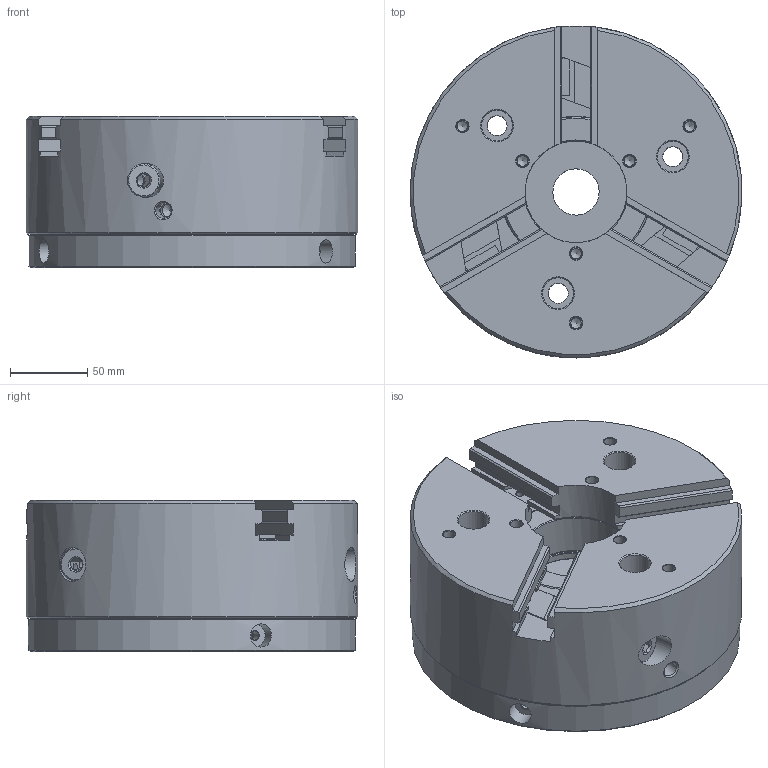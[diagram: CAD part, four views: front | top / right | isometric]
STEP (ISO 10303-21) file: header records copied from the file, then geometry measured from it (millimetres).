
FILE_DESCRIPTION(/* description */ ('Unknown'),/* implementation_level */ '2;1');
FILE_NAME(/* name */ 'QJR08-Solid',/* time_stamp */ '2019-08-14T15:26:26+01:00',/* author */ ('Unknown'),/* organization */ ('Unknown'),/* preprocessor_version */ 'ST-DEVELOPER v16.7',/* originating_system */ 'DEX',/* authorisation */ $);
FILE_SCHEMA (('AUTOMOTIVE_DESIGN {1 0 10303 214 3 1 1}'));
Length unit declared in the file: millimetre
Products named in the file (1): QJR08
Bounding box: 215 x 215 x 98 mm (x, y, z)
Volume: 2641046.8 mm3; surface area: 331057 mm2
Topology: 1 solids, 21 shells, 1375 faces, 3691 edges, 2323 vertices
Faces by surface type: plane 745, cylinder 379, cone 223, torus 13, bspline 12, sphere 3
Full cylindrical faces by diameter (mm): 4 x6, 4.2 x6, 4.876 x3, 5 x25, 5.5 x6, 6 x12, 6.8 x24, 7.9 x3, 8 x21, 8.3 x4, 8.5 x2, 9 x9, 9.5 x6, 9.8 x3, 10 x8, 12 x3, 13 x6, 14 x9, 15 x6, 20 x3, 22 x3, 30 x1, 66 x2, 72.2 x1, 73 x2, 76 x1, 81 x1, 87 x3, 87.8 x1, 90 x2
Entity records: 41559 total; most frequent: CARTESIAN_POINT 8948, DIRECTION 6992, ORIENTED_EDGE 6244, EDGE_CURVE 3122, AXIS2_PLACEMENT_3D 2699, VERTEX_POINT 2191, FACE_BOUND 1925, EDGE_LOOP 1878
